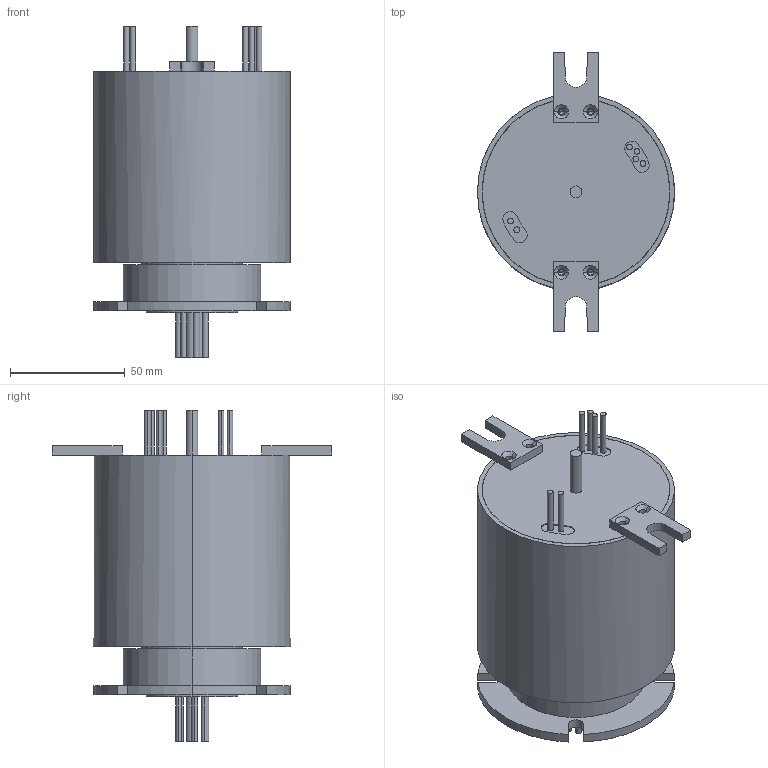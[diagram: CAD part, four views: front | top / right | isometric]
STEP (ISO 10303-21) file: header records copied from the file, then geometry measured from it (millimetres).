
FILE_DESCRIPTION (( 'STEP AP203' ), '1' );
FILE_NAME ('1.STEP', '2021-02-03T06:55:03', ( '微软用户' ), ( '微软中国' ), 'SwSTEP 2.0', 'SolidWorks 2014', '' );
FILE_SCHEMA (( 'CONFIG_CONTROL_DESIGN' ));
Length unit declared in the file: millimetre
Products named in the file (1): 1
Bounding box: 86 x 122 x 144.6 mm (x, y, z)
Volume: 560793.2 mm3; surface area: 54279.6 mm2
Topology: 1 solids, 1 shells, 155 faces, 365 edges, 230 vertices
Faces by surface type: cylinder 81, plane 58, cone 16
Entity records: 4526 total; most frequent: DIRECTION 851, CARTESIAN_POINT 743, ORIENTED_EDGE 714, EDGE_CURVE 357, AXIS2_PLACEMENT_3D 338, VERTEX_POINT 230, EDGE_LOOP 185, CIRCLE 182
